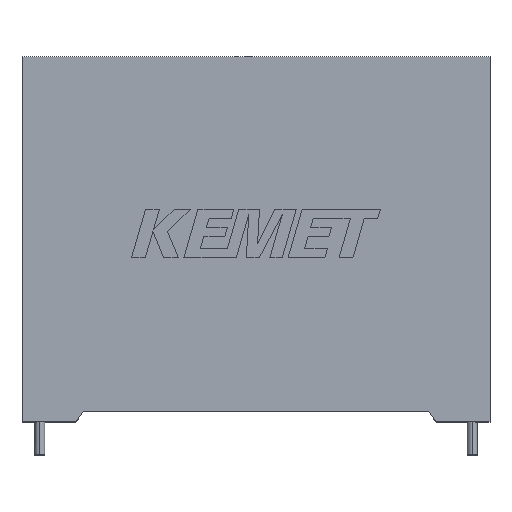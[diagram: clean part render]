
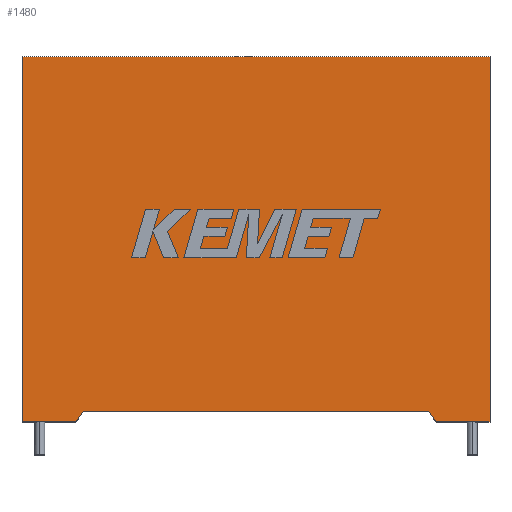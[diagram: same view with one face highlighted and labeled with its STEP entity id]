
A CAD part, top view. The second image highlights one B-rep face of the part: STEP entity #1480.
In plain terms, the highlighted planar face has unit normal (0, 0, 1).
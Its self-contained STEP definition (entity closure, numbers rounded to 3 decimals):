
#29 = VERTEX_POINT ( 'NONE', #1883 ) ;
#110 = VECTOR ( 'NONE', #2674, 1000. ) ;
#145 = LINE ( 'NONE', #221, #1705 ) ;
#221 = CARTESIAN_POINT ( 'NONE',  ( 0., 44.3, 29.3 ) ) ;
#253 = VECTOR ( 'NONE', #476, 1000. ) ;
#357 = ORIENTED_EDGE ( 'NONE', *, *, #2209, .F. ) ;
#457 = CARTESIAN_POINT ( 'NONE',  ( 56.8, 0., 29.3 ) ) ;
#459 = DIRECTION ( 'NONE',  ( -1., 0., 0. ) ) ;
#462 = ORIENTED_EDGE ( 'NONE', *, *, #2501, .T. ) ;
#473 = VERTEX_POINT ( 'NONE', #1573 ) ;
#476 = DIRECTION ( 'NONE',  ( -0.568, -0.823, 0. ) ) ;
#497 = CARTESIAN_POINT ( 'NONE',  ( 0., 0., 29.3 ) ) ;
#630 = VERTEX_POINT ( 'NONE', #1064 ) ;
#693 = VERTEX_POINT ( 'NONE', #2498 ) ;
#698 = VERTEX_POINT ( 'NONE', #2774 ) ;
#711 = ORIENTED_EDGE ( 'NONE', *, *, #1385, .F. ) ;
#801 = DIRECTION ( 'NONE',  ( -1., 0., 0. ) ) ;
#810 = CARTESIAN_POINT ( 'NONE',  ( 49.35, 1.302, 29.3 ) ) ;
#818 = LINE ( 'NONE', #497, #110 ) ;
#856 = VECTOR ( 'NONE', #2448, 1000. ) ;
#868 = LINE ( 'NONE', #1262, #253 ) ;
#910 = DIRECTION ( 'NONE',  ( 1., 0., 0. ) ) ;
#930 = LINE ( 'NONE', #1504, #1150 ) ;
#951 = VERTEX_POINT ( 'NONE', #2055 ) ;
#964 = VERTEX_POINT ( 'NONE', #457 ) ;
#1006 = VERTEX_POINT ( 'NONE', #3094 ) ;
#1064 = CARTESIAN_POINT ( 'NONE',  ( 0., 0., 29.3 ) ) ;
#1150 = VECTOR ( 'NONE', #910, 1000. ) ;
#1181 = EDGE_CURVE ( 'NONE', #698, #951, #1374, .T. ) ;
#1204 = CARTESIAN_POINT ( 'NONE',  ( 56.8, 0., 29.3 ) ) ;
#1229 = EDGE_CURVE ( 'NONE', #951, #964, #930, .T. ) ;
#1235 = ORIENTED_EDGE ( 'NONE', *, *, #1229, .T. ) ;
#1262 = CARTESIAN_POINT ( 'NONE',  ( 7.45, 1.302, 29.3 ) ) ;
#1374 = LINE ( 'NONE', #810, #2978 ) ;
#1385 = EDGE_CURVE ( 'NONE', #693, #29, #868, .T. ) ;
#1480 = ADVANCED_FACE ( 'NONE', ( #2219 ), #2411, .F. ) ;
#1504 = CARTESIAN_POINT ( 'NONE',  ( 0., 0., 29.3 ) ) ;
#1573 = CARTESIAN_POINT ( 'NONE',  ( 56.8, 44.3, 29.3 ) ) ;
#1705 = VECTOR ( 'NONE', #459, 1000. ) ;
#1883 = CARTESIAN_POINT ( 'NONE',  ( 6.55, 0., 29.3 ) ) ;
#2055 = CARTESIAN_POINT ( 'NONE',  ( 50.25, 0., 29.3 ) ) ;
#2208 = VECTOR ( 'NONE', #3134, 1000. ) ;
#2209 = EDGE_CURVE ( 'NONE', #698, #693, #3271, .T. ) ;
#2219 = FACE_OUTER_BOUND ( 'NONE', #3187, .T. ) ;
#2262 = DIRECTION ( 'NONE',  ( 0.568, -0.823, 0. ) ) ;
#2410 = CARTESIAN_POINT ( 'NONE',  ( 28.4, 1.302, 29.3 ) ) ;
#2411 = PLANE ( 'NONE',  #2799 ) ;
#2448 = DIRECTION ( 'NONE',  ( -1., 0., 0. ) ) ;
#2450 = LINE ( 'NONE', #1204, #3296 ) ;
#2498 = CARTESIAN_POINT ( 'NONE',  ( 7.45, 1.302, 29.3 ) ) ;
#2501 = EDGE_CURVE ( 'NONE', #1006, #630, #2792, .T. ) ;
#2651 = DIRECTION ( 'NONE',  ( 0., 0., -1. ) ) ;
#2660 = CARTESIAN_POINT ( 'NONE',  ( 0., 0., 29.3 ) ) ;
#2674 = DIRECTION ( 'NONE',  ( 1., 0., 0. ) ) ;
#2694 = ORIENTED_EDGE ( 'NONE', *, *, #2793, .T. ) ;
#2732 = ORIENTED_EDGE ( 'NONE', *, *, #1181, .T. ) ;
#2774 = CARTESIAN_POINT ( 'NONE',  ( 49.35, 1.302, 29.3 ) ) ;
#2792 = LINE ( 'NONE', #2859, #2208 ) ;
#2793 = EDGE_CURVE ( 'NONE', #630, #29, #818, .T. ) ;
#2799 = AXIS2_PLACEMENT_3D ( 'NONE', #2660, #2651, #801 ) ;
#2859 = CARTESIAN_POINT ( 'NONE',  ( 0., 0., 29.3 ) ) ;
#2978 = VECTOR ( 'NONE', #2262, 1000. ) ;
#3022 = ORIENTED_EDGE ( 'NONE', *, *, #3148, .T. ) ;
#3094 = CARTESIAN_POINT ( 'NONE',  ( 0., 44.3, 29.3 ) ) ;
#3134 = DIRECTION ( 'NONE',  ( 0., -1., 0. ) ) ;
#3148 = EDGE_CURVE ( 'NONE', #964, #473, #2450, .T. ) ;
#3187 = EDGE_LOOP ( 'NONE', ( #357, #2732, #1235, #3022, #3241, #462, #2694, #711 ) ) ;
#3241 = ORIENTED_EDGE ( 'NONE', *, *, #3270, .T. ) ;
#3270 = EDGE_CURVE ( 'NONE', #473, #1006, #145, .T. ) ;
#3271 = LINE ( 'NONE', #2410, #856 ) ;
#3296 = VECTOR ( 'NONE', #3324, 1000. ) ;
#3324 = DIRECTION ( 'NONE',  ( 0., 1., 0. ) ) ;
